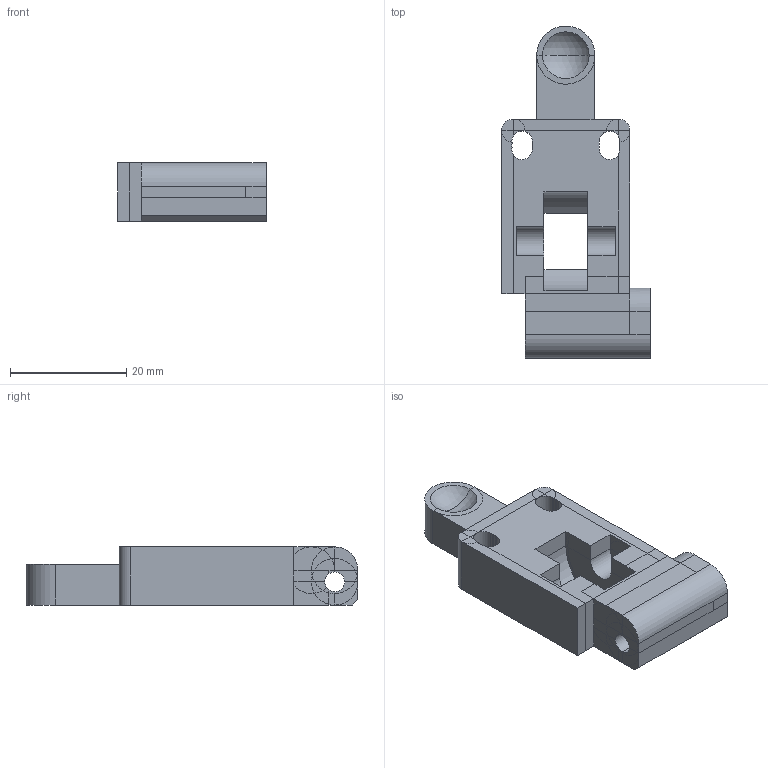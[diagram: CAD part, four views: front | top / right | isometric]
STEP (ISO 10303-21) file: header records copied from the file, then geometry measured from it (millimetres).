
FILE_DESCRIPTION (( 'STEP AP203' ), '1' );
FILE_NAME ('extruder-idler.step', '2020-06-12T00:19:04', ( 'bruno' ), ( '' ), 'SwSTEP 2.0', 'SolidWorks 2018', '' );
FILE_SCHEMA (( 'CONFIG_CONTROL_DESIGN' ));
Length unit declared in the file: millimetre
Products named in the file (1): extruder-idler
Bounding box: 25.5 x 57 x 10 mm (x, y, z)
Volume: 7996 mm3; surface area: 4346.7 mm2
Topology: 1 solids, 1 shells, 199 faces, 448 edges, 244 vertices
Faces by surface type: plane 170, cylinder 27, sphere 2
Entity records: 5478 total; most frequent: DIRECTION 1023, ORIENTED_EDGE 896, CARTESIAN_POINT 892, EDGE_CURVE 448, AXIS2_PLACEMENT_3D 375, LINE 273, VECTOR 273, VERTEX_POINT 244
